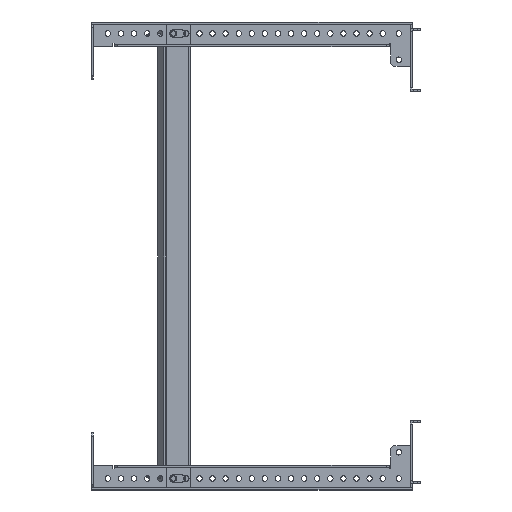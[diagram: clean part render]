
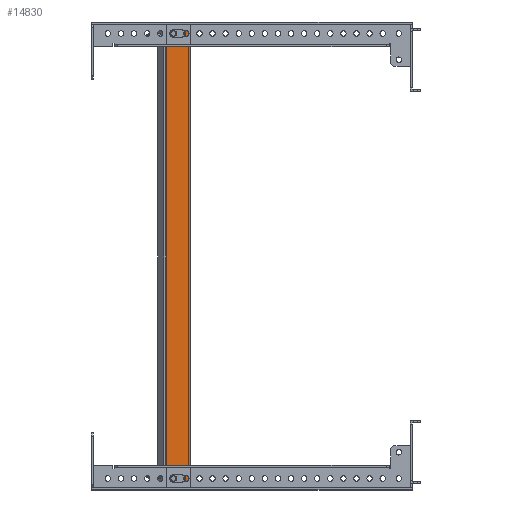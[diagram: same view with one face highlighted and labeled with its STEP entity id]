
A CAD part, front view. The second image highlights one B-rep face of the part: STEP entity #14830.
In plain terms, the highlighted planar face has unit normal (0, -1, 0).
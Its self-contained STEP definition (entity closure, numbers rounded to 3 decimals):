
#20 = VECTOR ( 'NONE', #20710, 1000. ) ;
#88 = VERTEX_POINT ( 'NONE', #8689 ) ;
#769 = CARTESIAN_POINT ( 'NONE',  ( 1112.302, -254., -91. ) ) ;
#1035 = ORIENTED_EDGE ( 'NONE', *, *, #11964, .T. ) ;
#1511 = CIRCLE ( 'NONE', #5844, 3.5 ) ;
#1787 = AXIS2_PLACEMENT_3D ( 'NONE', #23261, #12899, #5394 ) ;
#2996 = CARTESIAN_POINT ( 'NONE',  ( 1112.302, -254., 337.5 ) ) ;
#3114 = CARTESIAN_POINT ( 'NONE',  ( 1112.302, -254., -87.5 ) ) ;
#3308 = EDGE_CURVE ( 'NONE', #18660, #17080, #1511, .T. ) ;
#3726 = LINE ( 'NONE', #6610, #30235 ) ;
#3943 = DIRECTION ( 'NONE',  ( -1., 0., 0. ) ) ;
#4244 = CARTESIAN_POINT ( 'NONE',  ( 1112.302, -254., 334. ) ) ;
#4419 = EDGE_CURVE ( 'NONE', #28906, #14428, #31755, .T. ) ;
#4897 = EDGE_CURVE ( 'NONE', #9724, #27309, #16407, .T. ) ;
#4938 = CARTESIAN_POINT ( 'NONE',  ( 1105.802, -254., 347.5 ) ) ;
#5004 = VERTEX_POINT ( 'NONE', #13562 ) ;
#5394 = DIRECTION ( 'NONE',  ( -1., 0., 0. ) ) ;
#5488 = DIRECTION ( 'NONE',  ( 0., -1., 0. ) ) ;
#5572 = CARTESIAN_POINT ( 'NONE',  ( 1105.802, -254., 347.5 ) ) ;
#5844 = AXIS2_PLACEMENT_3D ( 'NONE', #3114, #26863, #21420 ) ;
#6049 = DIRECTION ( 'NONE',  ( 0., 1., 0. ) ) ;
#6371 = EDGE_CURVE ( 'NONE', #15871, #9065, #25003, .T. ) ;
#6610 = CARTESIAN_POINT ( 'NONE',  ( 1150.146, -254., -97.5 ) ) ;
#7124 = VECTOR ( 'NONE', #28732, 1000. ) ;
#7803 = CARTESIAN_POINT ( 'NONE',  ( 1120.302, -254., 337.5 ) ) ;
#8029 = ORIENTED_EDGE ( 'NONE', *, *, #21551, .F. ) ;
#8511 = CARTESIAN_POINT ( 'NONE',  ( 1128.304, -254., -100.859 ) ) ;
#8565 = VECTOR ( 'NONE', #14945, 1000. ) ;
#8616 = DIRECTION ( 'NONE',  ( -1., 0., 0. ) ) ;
#8689 = CARTESIAN_POINT ( 'NONE',  ( 1105.802, -254., -97.5 ) ) ;
#9065 = VERTEX_POINT ( 'NONE', #9105 ) ;
#9105 = CARTESIAN_POINT ( 'NONE',  ( 1120.302, -254., -84. ) ) ;
#9536 = ORIENTED_EDGE ( 'NONE', *, *, #4419, .T. ) ;
#9724 = VERTEX_POINT ( 'NONE', #23535 ) ;
#11048 = CARTESIAN_POINT ( 'NONE',  ( 1105.802, -254., -97.5 ) ) ;
#11191 = EDGE_CURVE ( 'NONE', #16424, #14428, #28691, .T. ) ;
#11449 = AXIS2_PLACEMENT_3D ( 'NONE', #24178, #5488, #28778 ) ;
#11746 = VECTOR ( 'NONE', #19861, 1000. ) ;
#11847 = CIRCLE ( 'NONE', #25415, 3.5 ) ;
#11964 = EDGE_CURVE ( 'NONE', #27743, #5004, #21987, .T. ) ;
#12183 = CARTESIAN_POINT ( 'NONE',  ( 1108.802, -254., -87.5 ) ) ;
#12347 = CARTESIAN_POINT ( 'NONE',  ( 1112.302, -254., -84. ) ) ;
#12899 = DIRECTION ( 'NONE',  ( 0., 1., 0. ) ) ;
#13061 = CARTESIAN_POINT ( 'NONE',  ( 1112.302, -254., 341. ) ) ;
#13229 = CARTESIAN_POINT ( 'NONE',  ( 1128.304, -254., 347.5 ) ) ;
#13526 = DIRECTION ( 'NONE',  ( 1., 0., 0. ) ) ;
#13562 = CARTESIAN_POINT ( 'NONE',  ( 1120.302, -254., 341. ) ) ;
#13680 = CARTESIAN_POINT ( 'NONE',  ( 1150.77, -254., 125. ) ) ;
#14428 = VERTEX_POINT ( 'NONE', #13229 ) ;
#14830 = ADVANCED_FACE ( 'NONE', ( #23884, #21309, #16047 ), #31674, .F. ) ;
#14882 = EDGE_CURVE ( 'NONE', #18594, #18660, #20988, .T. ) ;
#14945 = DIRECTION ( 'NONE',  ( 1., 0., 0. ) ) ;
#15516 = ORIENTED_EDGE ( 'NONE', *, *, #6371, .F. ) ;
#15871 = VERTEX_POINT ( 'NONE', #17758 ) ;
#15935 = DIRECTION ( 'NONE',  ( 1., 0., 0. ) ) ;
#16027 = ORIENTED_EDGE ( 'NONE', *, *, #32961, .T. ) ;
#16047 = FACE_BOUND ( 'NONE', #27812, .T. ) ;
#16135 = CIRCLE ( 'NONE', #17252, 3.5 ) ;
#16407 = CIRCLE ( 'NONE', #1787, 3.5 ) ;
#16424 = VERTEX_POINT ( 'NONE', #4938 ) ;
#16569 = AXIS2_PLACEMENT_3D ( 'NONE', #13680, #26419, #13526 ) ;
#16757 = VECTOR ( 'NONE', #29833, 1000. ) ;
#16857 = DIRECTION ( 'NONE',  ( 0., -1., 0. ) ) ;
#16974 = CARTESIAN_POINT ( 'NONE',  ( 1120.302, -254., 334. ) ) ;
#17080 = VERTEX_POINT ( 'NONE', #769 ) ;
#17252 = AXIS2_PLACEMENT_3D ( 'NONE', #7803, #26000, #25663 ) ;
#17565 = ORIENTED_EDGE ( 'NONE', *, *, #32643, .T. ) ;
#17758 = CARTESIAN_POINT ( 'NONE',  ( 1120.302, -254., -91. ) ) ;
#17871 = EDGE_CURVE ( 'NONE', #19622, #9724, #28180, .T. ) ;
#18594 = VERTEX_POINT ( 'NONE', #12347 ) ;
#18660 = VERTEX_POINT ( 'NONE', #12183 ) ;
#18870 = DIRECTION ( 'NONE',  ( 0., 0., 1. ) ) ;
#18976 = EDGE_CURVE ( 'NONE', #28906, #88, #3726, .T. ) ;
#19464 = CARTESIAN_POINT ( 'NONE',  ( 1112.302, -254., 341. ) ) ;
#19525 = DIRECTION ( 'NONE',  ( -1., 0., 0. ) ) ;
#19622 = VERTEX_POINT ( 'NONE', #16974 ) ;
#19861 = DIRECTION ( 'NONE',  ( -1., 0., 0. ) ) ;
#20055 = LINE ( 'NONE', #27352, #8565 ) ;
#20454 = EDGE_CURVE ( 'NONE', #88, #16424, #26184, .T. ) ;
#20710 = DIRECTION ( 'NONE',  ( -1., 0., 0. ) ) ;
#20754 = ORIENTED_EDGE ( 'NONE', *, *, #17871, .T. ) ;
#20785 = ORIENTED_EDGE ( 'NONE', *, *, #18976, .F. ) ;
#20841 = VECTOR ( 'NONE', #18870, 1000. ) ;
#20988 = CIRCLE ( 'NONE', #25277, 3.5 ) ;
#21050 = CARTESIAN_POINT ( 'NONE',  ( 1112.302, -254., -84. ) ) ;
#21309 = FACE_BOUND ( 'NONE', #26440, .T. ) ;
#21420 = DIRECTION ( 'NONE',  ( -1., 0., 0. ) ) ;
#21551 = EDGE_CURVE ( 'NONE', #9065, #18594, #28878, .T. ) ;
#21987 = LINE ( 'NONE', #19464, #16757 ) ;
#23261 = CARTESIAN_POINT ( 'NONE',  ( 1112.302, -254., 337.5 ) ) ;
#23535 = CARTESIAN_POINT ( 'NONE',  ( 1112.302, -254., 334. ) ) ;
#23884 = FACE_OUTER_BOUND ( 'NONE', #25123, .T. ) ;
#24178 = CARTESIAN_POINT ( 'NONE',  ( 1120.302, -254., -87.5 ) ) ;
#25003 = CIRCLE ( 'NONE', #11449, 3.5 ) ;
#25123 = EDGE_LOOP ( 'NONE', ( #32174, #28228, #20785, #9536 ) ) ;
#25277 = AXIS2_PLACEMENT_3D ( 'NONE', #29780, #16857, #3943 ) ;
#25415 = AXIS2_PLACEMENT_3D ( 'NONE', #2996, #6049, #8616 ) ;
#25663 = DIRECTION ( 'NONE',  ( -1., 0., 0. ) ) ;
#25946 = VECTOR ( 'NONE', #15935, 1000. ) ;
#26000 = DIRECTION ( 'NONE',  ( 0., 1., 0. ) ) ;
#26184 = LINE ( 'NONE', #11048, #7124 ) ;
#26419 = DIRECTION ( 'NONE',  ( 0., 1., 0. ) ) ;
#26440 = EDGE_LOOP ( 'NONE', ( #26940, #31104, #33539, #8029, #15516 ) ) ;
#26863 = DIRECTION ( 'NONE',  ( 0., -1., 0. ) ) ;
#26940 = ORIENTED_EDGE ( 'NONE', *, *, #32496, .F. ) ;
#27091 = ORIENTED_EDGE ( 'NONE', *, *, #4897, .T. ) ;
#27309 = VERTEX_POINT ( 'NONE', #33326 ) ;
#27352 = CARTESIAN_POINT ( 'NONE',  ( 1112.302, -254., -91. ) ) ;
#27743 = VERTEX_POINT ( 'NONE', #13061 ) ;
#27812 = EDGE_LOOP ( 'NONE', ( #27091, #16027, #1035, #17565, #20754 ) ) ;
#27877 = CARTESIAN_POINT ( 'NONE',  ( 1128.304, -254., -97.5 ) ) ;
#28180 = LINE ( 'NONE', #4244, #11746 ) ;
#28228 = ORIENTED_EDGE ( 'NONE', *, *, #20454, .F. ) ;
#28691 = LINE ( 'NONE', #5572, #25946 ) ;
#28732 = DIRECTION ( 'NONE',  ( 0., 0., 1. ) ) ;
#28778 = DIRECTION ( 'NONE',  ( -1., 0., 0. ) ) ;
#28878 = LINE ( 'NONE', #21050, #20 ) ;
#28906 = VERTEX_POINT ( 'NONE', #27877 ) ;
#29780 = CARTESIAN_POINT ( 'NONE',  ( 1112.302, -254., -87.5 ) ) ;
#29833 = DIRECTION ( 'NONE',  ( 1., 0., 0. ) ) ;
#30235 = VECTOR ( 'NONE', #19525, 1000. ) ;
#31104 = ORIENTED_EDGE ( 'NONE', *, *, #3308, .F. ) ;
#31674 = PLANE ( 'NONE',  #16569 ) ;
#31755 = LINE ( 'NONE', #8511, #20841 ) ;
#32174 = ORIENTED_EDGE ( 'NONE', *, *, #11191, .F. ) ;
#32496 = EDGE_CURVE ( 'NONE', #17080, #15871, #20055, .T. ) ;
#32643 = EDGE_CURVE ( 'NONE', #5004, #19622, #16135, .T. ) ;
#32961 = EDGE_CURVE ( 'NONE', #27309, #27743, #11847, .T. ) ;
#33326 = CARTESIAN_POINT ( 'NONE',  ( 1108.802, -254., 337.5 ) ) ;
#33539 = ORIENTED_EDGE ( 'NONE', *, *, #14882, .F. ) ;
